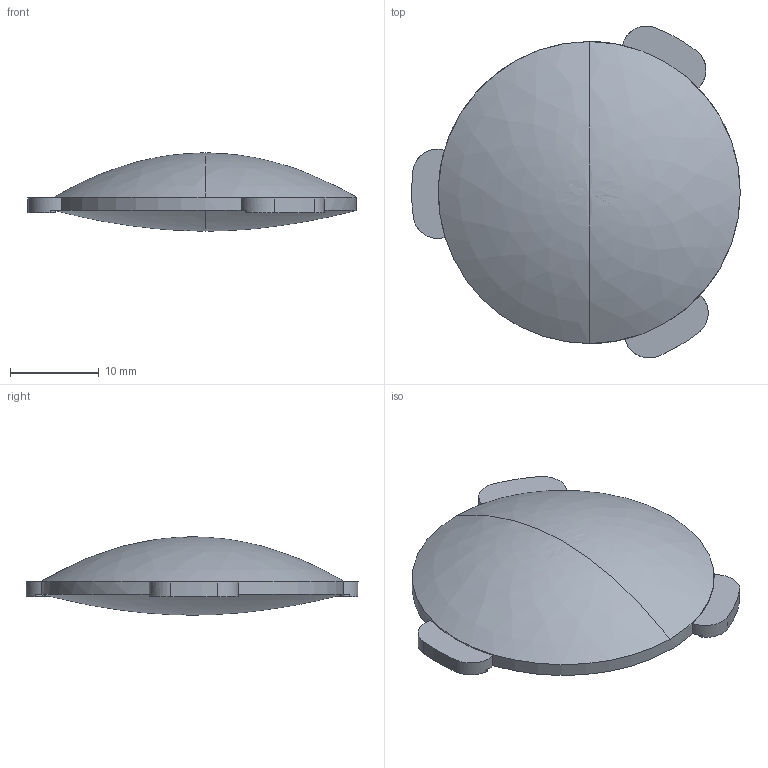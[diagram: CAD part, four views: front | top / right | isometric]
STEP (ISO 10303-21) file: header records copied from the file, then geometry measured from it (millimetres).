
FILE_DESCRIPTION((''),'2;1');
FILE_NAME('LENS_CBV2_VANILLA_TAB_100UM','2015-07-24T',('dfuertes'),(''),'PRO/ENGINEER BY PARAMETRIC TECHNOLOGY CORPORATION, 2014000','PRO/ENGINEER BY PARAMETRIC TECHNOLOGY CORPORATION, 2014000','');
FILE_SCHEMA(('CONFIG_CONTROL_DESIGN'));
Length unit declared in the file: millimetre
Products named in the file (1): LENS_CBV2_VANILLA_TAB_100UM
Bounding box: 36.99 x 37.37 x 8.79 mm (x, y, z)
Volume: 4807 mm3; surface area: 2274.5 mm2
Topology: 1 solids, 1 shells, 33 faces, 92 edges, 57 vertices
Faces by surface type: cylinder 20, plane 9, revolution 4
Entity records: 2464 total; most frequent: CARTESIAN_POINT 1552, DIRECTION 204, ORIENTED_EDGE 176, EDGE_CURVE 88, AXIS2_PLACEMENT_3D 87, CIRCLE 58, VERTEX_POINT 57, EDGE_LOOP 33
